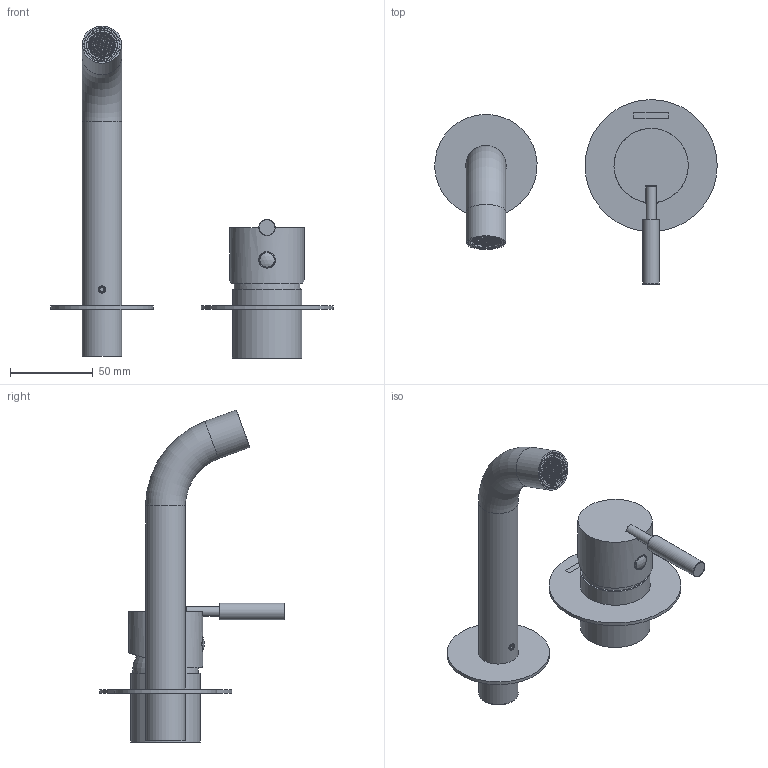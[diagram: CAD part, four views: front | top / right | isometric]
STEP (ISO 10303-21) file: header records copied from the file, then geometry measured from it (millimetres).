
FILE_DESCRIPTION (( 'STEP AP203' ), '1' );
FILE_NAME ('STEP75A300686.STEP', '2021-05-20T12:42:10', ( '' ), ( '' ), 'SwSTEP 2.0', 'SolidWorks 2021', '' );
FILE_SCHEMA (( 'CONFIG_CONTROL_DESIGN' ));
Length unit declared in the file: millimetre
Products named in the file (1): STEP75A300686
Bounding box: 170.95 x 112 x 201 mm (x, y, z)
Volume: 66860.9 mm3; surface area: 77748.5 mm2
Topology: 11 solids, 11 shells, 1254 faces, 3149 edges, 2083 vertices
Faces by surface type: plane 1098, cylinder 85, bspline 41, cone 23, torus 6, sphere 1
Full cylindrical faces by diameter (mm): 2.5 x1, 3.5 x1, 4.2 x1, 4.5 x1, 5 x1, 6 x1, 6.75 x1, 9.5 x1, 10 x2, 16 x1, 16.7 x1, 17.2 x2, 17.5 x1, 18.5 x2, 18.75 x1, 21 x3, 22 x2, 24 x2, 24.5 x1, 31 x1, 35.8 x2, 36.5 x1, 37 x1, 39 x2, 42 x1, 42.5 x1, 45 x1, 62 x1, 80 x1
Entity records: 38441 total; most frequent: CARTESIAN_POINT 8774, ORIENTED_EDGE 6132, DIRECTION 5607, EDGE_CURVE 3066, VECTOR 2729, LINE 2729, VERTEX_POINT 2065, EDGE_LOOP 1505
